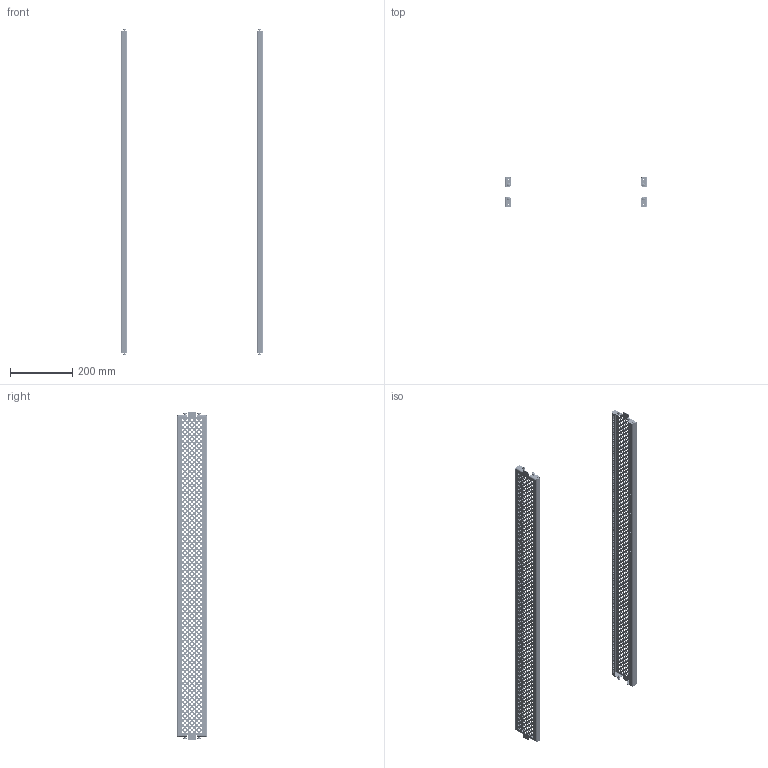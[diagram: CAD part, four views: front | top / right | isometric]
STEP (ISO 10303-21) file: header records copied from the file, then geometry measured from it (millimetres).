
FILE_DESCRIPTION (( 'STEP AP203' ), '1' );
FILE_NAME ('UR12205100012 Ýëåìåíòû öîêîëÿ ïåðôîðèðîâàííûå 100ìì RS52 00.120 (2øò) (000.136.064-05).STEP', '2022-04-14T06:57:02', ( '' ), ( '' ), 'SwSTEP 2.0', 'SolidWorks 2017', '' );
FILE_SCHEMA (( 'CONFIG_CONTROL_DESIGN' ));
Length unit declared in the file: millimetre
Products named in the file (3): Âèíò DIN 7500 C TORX_Œ5å12; 070-67 Ïàíåëü öîêîëÿ_05 (00.120); UR12205100012 Ýëåìåíòû öîêîëÿ ïåðôîðèðîâàííûå 100ìì RS52 00.120 (2øò) (000.136.064-05)
Assembly tree (10 placements, depth 2):
  UR12205100012 Ýëåìåíòû öîêîëÿ ïåðôîðèðîâàííûå 100ìì RS52 00.120 (2øò) (000.136.064-05)
    070-67 Ïàíåëü öîêîëÿ_05 (00.120)  x2
    Âèíò DIN 7500 C TORX_Œ5å12  x8
Bounding box: 459 x 98 x 1054.8 mm (x, y, z)
Volume: 554584.4 mm3; surface area: 634421.7 mm2
Topology: 10 solids, 10 shells, 3956 faces, 11648 edges, 7720 vertices
Faces by surface type: cylinder 2964, plane 928, cone 32, bspline 16, sphere 16
Entity records: 67497 total; most frequent: DIRECTION 12005, CARTESIAN_POINT 11556, ORIENTED_EDGE 10976, EDGE_CURVE 5488, AXIS2_PLACEMENT_3D 4709, VERTEX_POINT 3638, EDGE_LOOP 3412, CIRCLE 2849
